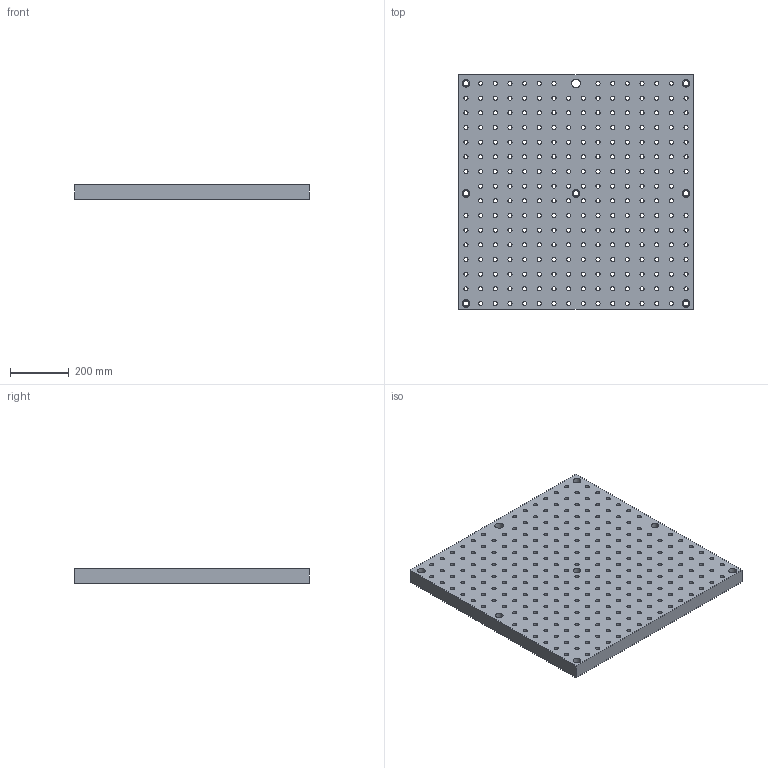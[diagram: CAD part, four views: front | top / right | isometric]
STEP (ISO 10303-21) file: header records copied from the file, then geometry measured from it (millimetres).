
FILE_DESCRIPTION( ( 'Unknown' ), '1' );
FILE_NAME( 'BP15-50800-0800-16.stp', 'Unknown', ( 'S.C.H' ), ( 'Unknown' ), 'XStep 1.0', 'Unknown', ' ' );
FILE_SCHEMA( ( 'CONFIG_CONTROL_DESIGN' ) );
Length unit declared in the file: millimetre
Products named in the file (1): 1
Bounding box: 800 x 800 x 50 mm (x, y, z)
Volume: 29937081.4 mm3; surface area: 1930981.7 mm2
Topology: 1 solids, 1 shells, 278 faces, 938 edges, 669 vertices
Faces by surface type: cylinder 263, plane 13, cone 2
Full cylindrical faces by diameter (mm): 14 x248, 18 x7, 26 x7, 30 x1
Entity records: 9204 total; most frequent: DIRECTION 1622, CARTESIAN_POINT 1353, ORIENTED_EDGE 1076, EDGE_LOOP 1058, AXIS2_PLACEMENT_3D 805, FACE_OUTER_BOUND 541, EDGE_CURVE 538, VERTEX_POINT 536
